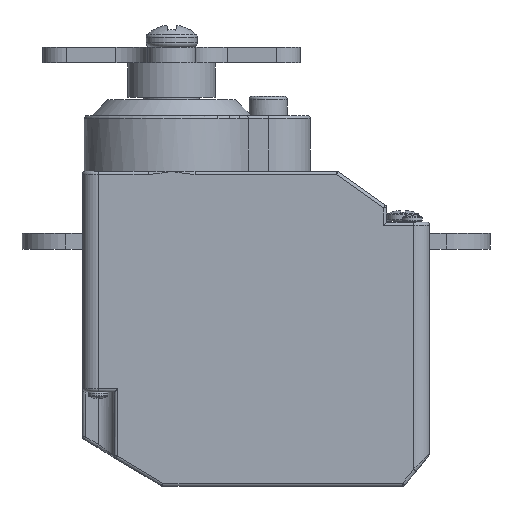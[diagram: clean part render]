
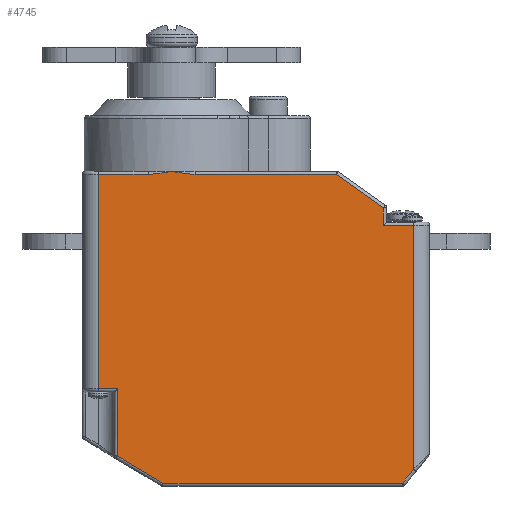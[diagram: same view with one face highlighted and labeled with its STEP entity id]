
A CAD part, left-side view. The second image highlights one B-rep face of the part: STEP entity #4745.
In plain terms, the highlighted planar face has unit normal (-1, 0, 0).
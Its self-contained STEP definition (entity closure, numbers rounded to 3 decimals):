
#188=PLANE('',#5249);
#497=FACE_OUTER_BOUND('',#807,.T.);
#807=EDGE_LOOP('',(#4063,#4064,#4065,#4066,#4067,#4068,#4069,#4070,#4071,
#4072,#4073,#4074,#4075,#4076));
#1277=B_SPLINE_CURVE_WITH_KNOTS('',3,(#11333,#11334,#11335,#11336,#11337,
#11338),.UNSPECIFIED.,.F.,.F.,(4,2,4),(-0.001,0.,0.147),
 .UNSPECIFIED.);
#1280=B_SPLINE_CURVE_WITH_KNOTS('',3,(#11461,#11462,#11463,#11464,#11465,
#11466),.UNSPECIFIED.,.F.,.F.,(4,2,4),(0.287,0.434,
0.435),.UNSPECIFIED.);
#1455=LINE('',#11147,#1756);
#1457=LINE('',#11154,#1758);
#1470=LINE('',#11264,#1771);
#1474=LINE('',#11274,#1775);
#1487=LINE('',#11400,#1788);
#1488=LINE('',#11470,#1789);
#1489=LINE('',#11472,#1790);
#1490=LINE('',#11474,#1791);
#1491=LINE('',#11476,#1792);
#1492=LINE('',#11478,#1793);
#1493=LINE('',#11480,#1794);
#1494=LINE('',#11481,#1795);
#1756=VECTOR('',#6136,10.);
#1758=VECTOR('',#6144,10.);
#1771=VECTOR('',#6225,10.);
#1775=VECTOR('',#6237,10.);
#1788=VECTOR('',#6308,10.);
#1789=VECTOR('',#6313,10.);
#1790=VECTOR('',#6314,10.);
#1791=VECTOR('',#6315,10.);
#1792=VECTOR('',#6316,10.);
#1793=VECTOR('',#6317,10.);
#1794=VECTOR('',#6318,10.);
#1795=VECTOR('',#6319,10.);
#2168=VERTEX_POINT('',#11121);
#2174=VERTEX_POINT('',#11146);
#2176=VERTEX_POINT('',#11152);
#2194=VERTEX_POINT('',#11235);
#2201=VERTEX_POINT('',#11262);
#2203=VERTEX_POINT('',#11273);
#2219=VERTEX_POINT('',#11391);
#2221=VERTEX_POINT('',#11397);
#2222=VERTEX_POINT('',#11469);
#2223=VERTEX_POINT('',#11471);
#2224=VERTEX_POINT('',#11473);
#2225=VERTEX_POINT('',#11475);
#2226=VERTEX_POINT('',#11477);
#2227=VERTEX_POINT('',#11479);
#2772=EDGE_CURVE('',#2168,#2174,#1455,.T.);
#2776=EDGE_CURVE('',#2176,#2168,#1457,.T.);
#2814=EDGE_CURVE('',#2201,#2176,#1470,.T.);
#2819=EDGE_CURVE('',#2174,#2203,#1474,.T.);
#2835=EDGE_CURVE('',#2194,#2201,#1277,.T.);
#2853=EDGE_CURVE('',#2219,#2221,#1487,.T.);
#2855=EDGE_CURVE('',#2221,#2194,#1280,.T.);
#2856=EDGE_CURVE('',#2222,#2219,#1488,.T.);
#2857=EDGE_CURVE('',#2223,#2222,#1489,.T.);
#2858=EDGE_CURVE('',#2224,#2223,#1490,.T.);
#2859=EDGE_CURVE('',#2225,#2224,#1491,.T.);
#2860=EDGE_CURVE('',#2226,#2225,#1492,.T.);
#2861=EDGE_CURVE('',#2227,#2226,#1493,.T.);
#2862=EDGE_CURVE('',#2203,#2227,#1494,.T.);
#4063=ORIENTED_EDGE('',*,*,#2819,.F.);
#4064=ORIENTED_EDGE('',*,*,#2772,.F.);
#4065=ORIENTED_EDGE('',*,*,#2776,.F.);
#4066=ORIENTED_EDGE('',*,*,#2814,.F.);
#4067=ORIENTED_EDGE('',*,*,#2835,.F.);
#4068=ORIENTED_EDGE('',*,*,#2855,.F.);
#4069=ORIENTED_EDGE('',*,*,#2853,.F.);
#4070=ORIENTED_EDGE('',*,*,#2856,.F.);
#4071=ORIENTED_EDGE('',*,*,#2857,.F.);
#4072=ORIENTED_EDGE('',*,*,#2858,.F.);
#4073=ORIENTED_EDGE('',*,*,#2859,.F.);
#4074=ORIENTED_EDGE('',*,*,#2860,.F.);
#4075=ORIENTED_EDGE('',*,*,#2861,.F.);
#4076=ORIENTED_EDGE('',*,*,#2862,.F.);
#4745=ADVANCED_FACE('',(#497),#188,.T.);
#5249=AXIS2_PLACEMENT_3D('',#11468,#6311,#6312);
#6136=DIRECTION('',(0.,0.,-1.));
#6144=DIRECTION('',(0.,-0.816,-0.579));
#6225=DIRECTION('',(0.,-1.,0.));
#6237=DIRECTION('',(0.,-1.,0.));
#6308=DIRECTION('',(0.,-1.,0.));
#6311=DIRECTION('center_axis',(-1.,0.,0.));
#6312=DIRECTION('ref_axis',(0.,1.,0.));
#6313=DIRECTION('',(0.,0.,1.));
#6314=DIRECTION('',(0.,1.,0.));
#6315=DIRECTION('',(0.,0.,1.));
#6316=DIRECTION('',(0.,0.857,0.514));
#6317=DIRECTION('',(0.,1.,0.));
#6318=DIRECTION('',(0.,0.625,-0.781));
#6319=DIRECTION('',(0.,0.,-1.));
#11121=CARTESIAN_POINT('',(-5.5,-13.307,2.597));
#11146=CARTESIAN_POINT('',(-5.5,-13.307,1.5));
#11147=CARTESIAN_POINT('',(-5.5,-13.307,0.85));
#11152=CARTESIAN_POINT('',(-5.5,-10.343,4.7));
#11154=CARTESIAN_POINT('',(-5.5,-14.149,1.999));
#11235=CARTESIAN_POINT('',(-5.5,0.,4.9));
#11262=CARTESIAN_POINT('',(-5.5,-1.47,4.7));
#11264=CARTESIAN_POINT('',(-5.5,-10.077,4.7));
#11273=CARTESIAN_POINT('',(-5.5,-15.2,1.5));
#11274=CARTESIAN_POINT('',(-5.5,-10.75,1.5));
#11333=CARTESIAN_POINT('Ctrl Pts',(-5.5,0.,4.9));
#11334=CARTESIAN_POINT('Ctrl Pts',(-5.5,-0.003,4.899));
#11335=CARTESIAN_POINT('Ctrl Pts',(-5.5,-0.006,4.899));
#11336=CARTESIAN_POINT('Ctrl Pts',(-5.5,-0.492,
4.806));
#11337=CARTESIAN_POINT('Ctrl Pts',(-5.5,-0.978,4.7));
#11338=CARTESIAN_POINT('Ctrl Pts',(-5.5,-1.47,4.7));
#11391=CARTESIAN_POINT('',(-5.5,4.6,4.7));
#11397=CARTESIAN_POINT('',(-5.5,1.47,4.7));
#11400=CARTESIAN_POINT('',(-5.5,-10.077,4.7));
#11461=CARTESIAN_POINT('Ctrl Pts',(-5.5,1.47,4.7));
#11462=CARTESIAN_POINT('Ctrl Pts',(-5.5,0.979,4.7));
#11463=CARTESIAN_POINT('Ctrl Pts',(-5.5,0.492,
4.806));
#11464=CARTESIAN_POINT('Ctrl Pts',(-5.5,0.007,4.899));
#11465=CARTESIAN_POINT('Ctrl Pts',(-5.5,0.003,4.899));
#11466=CARTESIAN_POINT('Ctrl Pts',(-5.5,0.,4.9));
#11468=CARTESIAN_POINT('Origin',(-5.5,-16.2,0.));
#11469=CARTESIAN_POINT('',(-5.5,4.6,-8.767));
#11470=CARTESIAN_POINT('',(-5.5,4.6,0.));
#11471=CARTESIAN_POINT('',(-5.5,3.4,-8.767));
#11472=CARTESIAN_POINT('',(-5.5,-5.8,-8.767));
#11473=CARTESIAN_POINT('',(-5.5,3.4,-12.987));
#11474=CARTESIAN_POINT('',(-5.5,3.4,-4.484));
#11475=CARTESIAN_POINT('',(-5.5,0.545,-14.7));
#11476=CARTESIAN_POINT('',(-5.5,-1.143,-15.712));
#11477=CARTESIAN_POINT('',(-5.5,-14.504,-14.7));
#11478=CARTESIAN_POINT('',(-5.5,-10.75,-14.7));
#11479=CARTESIAN_POINT('',(-5.5,-15.2,-13.83));
#11480=CARTESIAN_POINT('',(-5.5,-18.79,-9.342));
#11481=CARTESIAN_POINT('',(-5.5,-15.2,0.));
